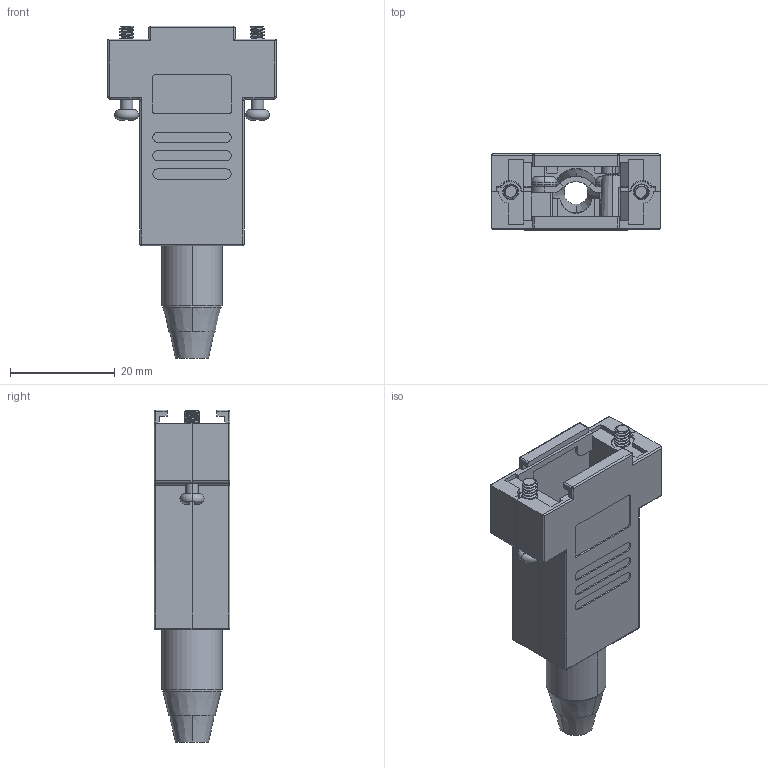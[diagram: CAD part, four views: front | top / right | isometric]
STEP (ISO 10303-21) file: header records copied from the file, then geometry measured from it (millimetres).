
FILE_DESCRIPTION (( 'STEP AP214' ), '1' );
FILE_NAME ('6688-9606-2.STEP', '2022-06-29T14:52:04', ( '' ), ( '' ), 'SwSTEP 2.0', 'SolidWorks 2021', '' );
FILE_SCHEMA (( 'AUTOMOTIVE_DESIGN' ));
Length unit declared in the file: millimetre
Products named in the file (8): 6830-0108-02; 6688-9606-2; 6855-0119-01; 6826-0145-01; 6838-0110-32; 6805-0207-11; 6805-0207-01; 6844-0104-01
Assembly tree (10 placements, depth 2):
  6688-9606-2
    6805-0207-11
    6805-0207-01
    6838-0110-32
    6844-0104-01
    6855-0119-01  x3
    6830-0108-02
    6826-0145-01  x2
Bounding box: 32.2 x 14.5 x 63.5 mm (x, y, z)
Volume: 6597.8 mm3; surface area: 10982.6 mm2
Topology: 10 solids, 10 shells, 943 faces, 2551 edges, 1656 vertices
Faces by surface type: cylinder 460, plane 385, bspline 43, torus 24, cone 23, sphere 8
Entity records: 33951 total; most frequent: CARTESIAN_POINT 16206, ORIENTED_EDGE 3824, DIRECTION 3469, EDGE_CURVE 1912, VERTEX_POINT 1243, AXIS2_PLACEMENT_3D 1187, LINE 1095, VECTOR 1095
